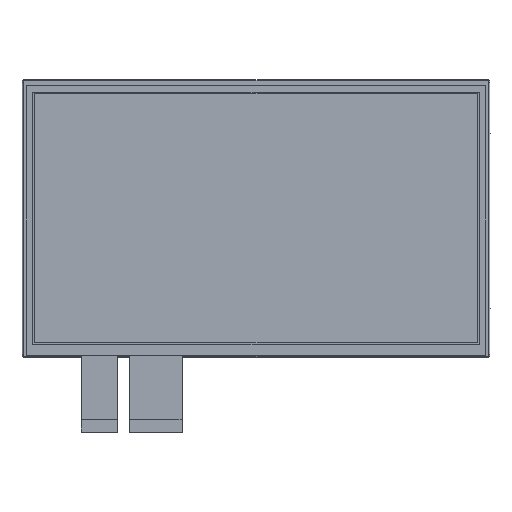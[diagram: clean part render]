
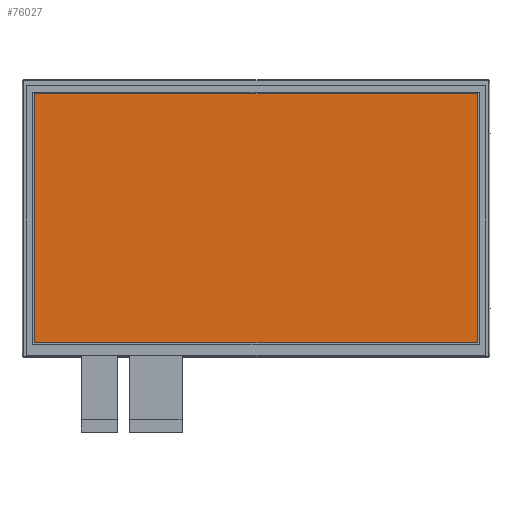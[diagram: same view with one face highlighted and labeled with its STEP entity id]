
A CAD part, top view. The second image highlights one B-rep face of the part: STEP entity #76027.
In plain terms, the highlighted planar face has unit normal (0, 0, 1).
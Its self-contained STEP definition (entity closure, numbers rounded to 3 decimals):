
#4717=FACE_OUTER_BOUND('',#8907,.T.);
#8907=EDGE_LOOP('',(#50033,#50034,#50035,#50036));
#13362=LINE('',#109332,#22128);
#13363=LINE('',#109334,#22129);
#13364=LINE('',#109336,#22130);
#13365=LINE('',#109337,#22131);
#22128=VECTOR('',#87086,10.);
#22129=VECTOR('',#87087,10.);
#22130=VECTOR('',#87088,10.);
#22131=VECTOR('',#87089,10.);
#30896=VERTEX_POINT('',#109330);
#30897=VERTEX_POINT('',#109331);
#30898=VERTEX_POINT('',#109333);
#30899=VERTEX_POINT('',#109335);
#38318=EDGE_CURVE('',#30896,#30897,#13362,.T.);
#38319=EDGE_CURVE('',#30897,#30898,#13363,.T.);
#38320=EDGE_CURVE('',#30898,#30899,#13364,.T.);
#38321=EDGE_CURVE('',#30899,#30896,#13365,.T.);
#50033=ORIENTED_EDGE('',*,*,#38318,.T.);
#50034=ORIENTED_EDGE('',*,*,#38319,.T.);
#50035=ORIENTED_EDGE('',*,*,#38320,.T.);
#50036=ORIENTED_EDGE('',*,*,#38321,.T.);
#73355=PLANE('',#80250);
#76027=ADVANCED_FACE('',(#4717),#73355,.T.);
#80250=AXIS2_PLACEMENT_3D('',#109329,#87084,#87085);
#87084=DIRECTION('center_axis',(0.,0.,1.));
#87085=DIRECTION('ref_axis',(1.,0.,0.));
#87086=DIRECTION('',(0.,1.,0.));
#87087=DIRECTION('',(-1.,0.,0.));
#87088=DIRECTION('',(0.,-1.,0.));
#87089=DIRECTION('',(1.,0.,0.));
#109329=CARTESIAN_POINT('Origin',(0.01,-1.62,
0.));
#109330=CARTESIAN_POINT('',(172.15,-96.8,0.));
#109331=CARTESIAN_POINT('',(172.15,96.8,0.));
#109332=CARTESIAN_POINT('',(172.15,-49.21,0.));
#109333=CARTESIAN_POINT('',(-172.15,96.8,0.));
#109334=CARTESIAN_POINT('',(86.08,96.8,0.));
#109335=CARTESIAN_POINT('',(-172.15,-96.8,0.));
#109336=CARTESIAN_POINT('',(-172.15,47.59,0.));
#109337=CARTESIAN_POINT('',(-86.07,-96.8,0.));
